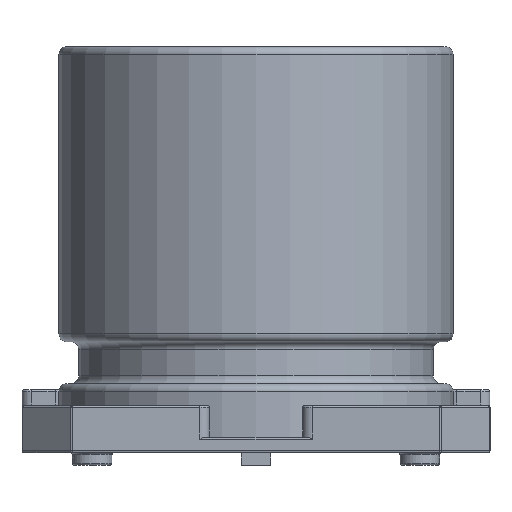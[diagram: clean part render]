
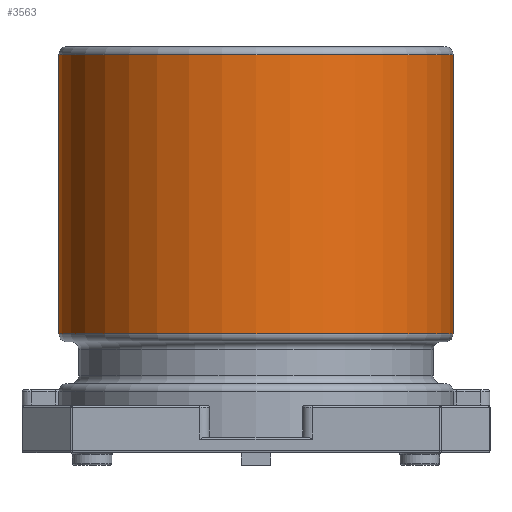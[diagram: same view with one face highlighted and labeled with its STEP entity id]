
A CAD part, left-side view. The second image highlights one B-rep face of the part: STEP entity #3563.
In plain terms, the highlighted cylindrical face has radius 8 mm (diameter 16 mm), a full revolution.
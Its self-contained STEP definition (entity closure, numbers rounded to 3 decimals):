
#321=CYLINDRICAL_SURFACE('',#3903,8.);
#468=FACE_OUTER_BOUND('',#647,.T.);
#647=EDGE_LOOP('',(#3231,#3232,#3233,#3234,#3235,#3236));
#850=LINE('',#6665,#1042);
#1042=VECTOR('',#4720,8.);
#1224=CIRCLE('',#3901,8.);
#1225=CIRCLE('',#3902,8.);
#1226=CIRCLE('',#3904,8.);
#1227=CIRCLE('',#3905,8.);
#1653=VERTEX_POINT('',#6658);
#1654=VERTEX_POINT('',#6660);
#1655=VERTEX_POINT('',#6664);
#1656=VERTEX_POINT('',#6666);
#2192=EDGE_CURVE('',#1653,#1654,#1224,.T.);
#2193=EDGE_CURVE('',#1654,#1653,#1225,.T.);
#2194=EDGE_CURVE('',#1654,#1655,#850,.T.);
#2195=EDGE_CURVE('',#1656,#1655,#1226,.T.);
#2196=EDGE_CURVE('',#1655,#1656,#1227,.T.);
#3231=ORIENTED_EDGE('',*,*,#2193,.F.);
#3232=ORIENTED_EDGE('',*,*,#2194,.T.);
#3233=ORIENTED_EDGE('',*,*,#2195,.F.);
#3234=ORIENTED_EDGE('',*,*,#2196,.F.);
#3235=ORIENTED_EDGE('',*,*,#2194,.F.);
#3236=ORIENTED_EDGE('',*,*,#2192,.F.);
#3563=ADVANCED_FACE('',(#468),#321,.T.);
#3901=AXIS2_PLACEMENT_3D('',#6661,#4714,#4715);
#3902=AXIS2_PLACEMENT_3D('',#6662,#4716,#4717);
#3903=AXIS2_PLACEMENT_3D('',#6663,#4718,#4719);
#3904=AXIS2_PLACEMENT_3D('',#6667,#4721,#4722);
#3905=AXIS2_PLACEMENT_3D('',#6668,#4723,#4724);
#4714=DIRECTION('center_axis',(0.,0.,1.));
#4715=DIRECTION('ref_axis',(0.,1.,0.));
#4716=DIRECTION('center_axis',(0.,0.,1.));
#4717=DIRECTION('ref_axis',(0.,1.,0.));
#4718=DIRECTION('center_axis',(0.,0.,1.));
#4719=DIRECTION('ref_axis',(0.,1.,0.));
#4720=DIRECTION('',(0.,0.,-1.));
#4721=DIRECTION('center_axis',(0.,0.,-1.));
#4722=DIRECTION('ref_axis',(0.,-1.,0.));
#4723=DIRECTION('center_axis',(0.,0.,-1.));
#4724=DIRECTION('ref_axis',(0.,-1.,0.));
#6658=CARTESIAN_POINT('',(0.,8.,16.68));
#6660=CARTESIAN_POINT('',(0.,-8.,16.68));
#6661=CARTESIAN_POINT('Origin',(0.,0.,16.68));
#6662=CARTESIAN_POINT('Origin',(0.,0.,16.68));
#6663=CARTESIAN_POINT('Origin',(0.,0.,1.148));
#6664=CARTESIAN_POINT('',(0.,-8.,5.335));
#6665=CARTESIAN_POINT('',(0.,-8.,1.148));
#6666=CARTESIAN_POINT('',(0.,8.,5.335));
#6667=CARTESIAN_POINT('Origin',(0.,0.,5.335));
#6668=CARTESIAN_POINT('Origin',(0.,0.,5.335));
